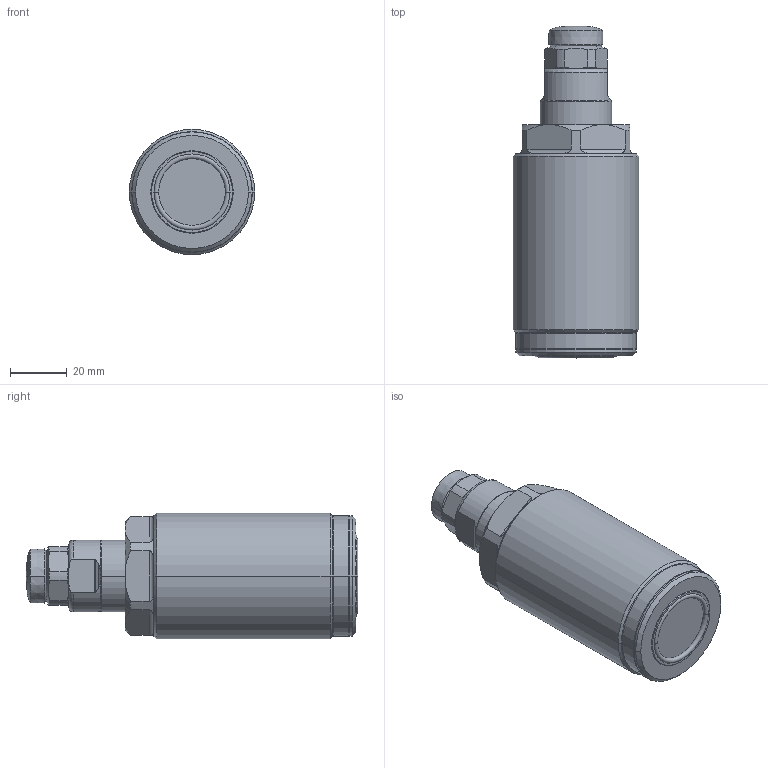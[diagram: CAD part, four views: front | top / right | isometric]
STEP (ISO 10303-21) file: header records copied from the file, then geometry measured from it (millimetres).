
FILE_DESCRIPTION((''),'2;1');
FILE_NAME('ILC10071010PS','2020-06-22T',('Asawyer'),(''),'PRO/ENGINEER BY PARAMETRIC TECHNOLOGY CORPORATION, 2013320','PRO/ENGINEER BY PARAMETRIC TECHNOLOGY CORPORATION, 2013320','');
FILE_SCHEMA(('CONFIG_CONTROL_DESIGN'));
Length unit declared in the file: inch
Products named in the file (1): ILC10071010PS
Bounding box: 44.3 x 117.13 x 44.3 mm (x, y, z)
Volume: 134907.3 mm3; surface area: 27568.9 mm2
Topology: 2 solids, 5 shells, 131 faces, 322 edges, 200 vertices
Faces by surface type: cylinder 46, plane 35, cone 32, torus 16, sphere 2
Entity records: 4451 total; most frequent: CARTESIAN_POINT 1349, DIRECTION 654, ORIENTED_EDGE 632, EDGE_CURVE 318, AXIS2_PLACEMENT_3D 276, VERTEX_POINT 200, CIRCLE 144, EDGE_LOOP 140
